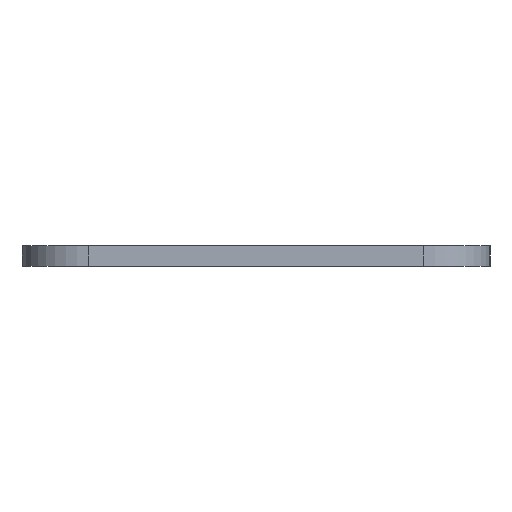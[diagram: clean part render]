
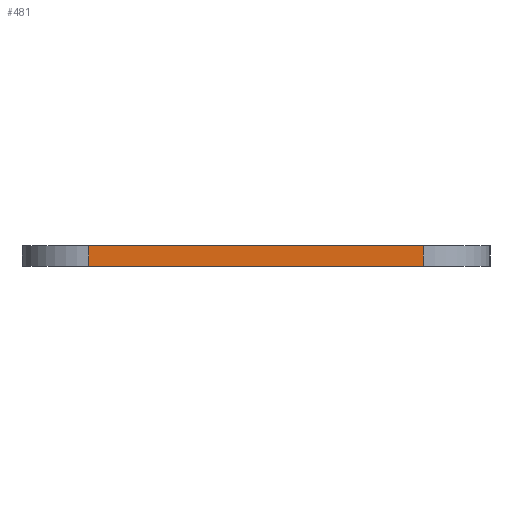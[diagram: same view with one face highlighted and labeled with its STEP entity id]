
A CAD part, left-side view. The second image highlights one B-rep face of the part: STEP entity #481.
In plain terms, the highlighted planar face has unit normal (-1, 0, 0).
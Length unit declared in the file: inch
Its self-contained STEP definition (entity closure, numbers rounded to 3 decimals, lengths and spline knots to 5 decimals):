
#40 = VECTOR ( 'NONE', #342, 39.37008 ) ;
#50 = CARTESIAN_POINT ( 'NONE',  ( -9.5, -0.625, -0.0375 ) ) ;
#63 = LINE ( 'NONE', #790, #335 ) ;
#68 = ORIENTED_EDGE ( 'NONE', *, *, #184, .T. ) ;
#108 = CARTESIAN_POINT ( 'NONE',  ( -9.5, 0.625, 0. ) ) ;
#156 = CARTESIAN_POINT ( 'NONE',  ( -9.5, -0.625, -0.075 ) ) ;
#175 = DIRECTION ( 'NONE',  ( 0., 0., 1. ) ) ;
#182 = LINE ( 'NONE', #337, #40 ) ;
#184 = EDGE_CURVE ( 'NONE', #226, #415, #763, .T. ) ;
#199 = DIRECTION ( 'NONE',  ( 0., 0., 1. ) ) ;
#201 = CARTESIAN_POINT ( 'NONE',  ( -9.5, -0.625, 0. ) ) ;
#210 = CARTESIAN_POINT ( 'NONE',  ( -9.5, 0.625, -0.075 ) ) ;
#212 = EDGE_CURVE ( 'NONE', #415, #372, #182, .T. ) ;
#226 = VERTEX_POINT ( 'NONE', #201 ) ;
#261 = EDGE_LOOP ( 'NONE', ( #514, #850, #68, #643 ) ) ;
#319 = DIRECTION ( 'NONE',  ( -1., 0., 0. ) ) ;
#335 = VECTOR ( 'NONE', #355, 39.37008 ) ;
#337 = CARTESIAN_POINT ( 'NONE',  ( -9.5, 0.625, -0.0375 ) ) ;
#342 = DIRECTION ( 'NONE',  ( 0., 0., -1. ) ) ;
#355 = DIRECTION ( 'NONE',  ( 0., -1., 0. ) ) ;
#372 = VERTEX_POINT ( 'NONE', #210 ) ;
#382 = EDGE_CURVE ( 'NONE', #372, #783, #63, .T. ) ;
#396 = VECTOR ( 'NONE', #199, 39.37008 ) ;
#415 = VERTEX_POINT ( 'NONE', #108 ) ;
#473 = AXIS2_PLACEMENT_3D ( 'NONE', #740, #319, #175 ) ;
#481 = ADVANCED_FACE ( 'NONE', ( #825 ), #878, .T. ) ;
#487 = DIRECTION ( 'NONE',  ( 0., 1., 0. ) ) ;
#491 = LINE ( 'NONE', #50, #396 ) ;
#514 = ORIENTED_EDGE ( 'NONE', *, *, #382, .T. ) ;
#598 = EDGE_CURVE ( 'NONE', #783, #226, #491, .T. ) ;
#643 = ORIENTED_EDGE ( 'NONE', *, *, #212, .T. ) ;
#680 = VECTOR ( 'NONE', #487, 39.37008 ) ;
#740 = CARTESIAN_POINT ( 'NONE',  ( -9.5, 0., -0.0375 ) ) ;
#763 = LINE ( 'NONE', #916, #680 ) ;
#783 = VERTEX_POINT ( 'NONE', #156 ) ;
#790 = CARTESIAN_POINT ( 'NONE',  ( -9.5, 0., -0.075 ) ) ;
#825 = FACE_OUTER_BOUND ( 'NONE', #261, .T. ) ;
#850 = ORIENTED_EDGE ( 'NONE', *, *, #598, .T. ) ;
#878 = PLANE ( 'NONE',  #473 ) ;
#916 = CARTESIAN_POINT ( 'NONE',  ( -9.5, 0., 0. ) ) ;
